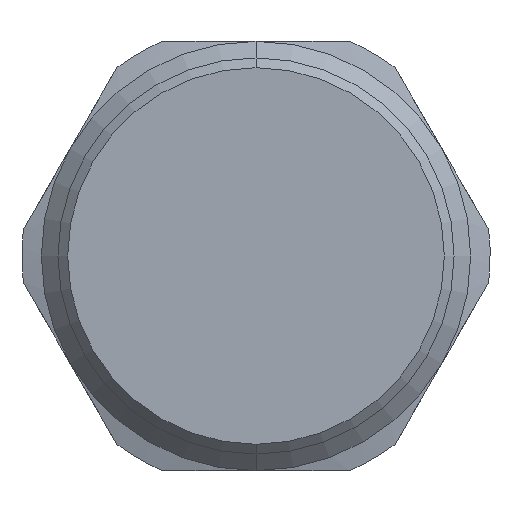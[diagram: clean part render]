
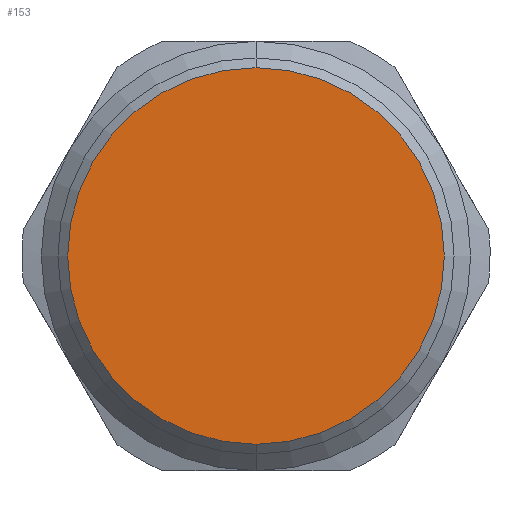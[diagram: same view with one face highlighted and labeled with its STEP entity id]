
A CAD part, front view. The second image highlights one B-rep face of the part: STEP entity #153.
In plain terms, the highlighted planar face has unit normal (0, -1, 0).
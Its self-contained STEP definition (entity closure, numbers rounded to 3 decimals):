
#26 = EDGE_LOOP ( 'NONE', ( #174, #176 ) ) ;
#129 = EDGE_CURVE ( 'NONE', #130, #131, #795, .T. ) ;
#130 = VERTEX_POINT ( 'NONE', #790 ) ;
#131 = VERTEX_POINT ( 'NONE', #789 ) ;
#153 = ADVANCED_FACE ( 'NONE', ( #1024 ), #1023, .F. ) ;
#174 = ORIENTED_EDGE ( 'NONE', *, *, #175, .T. ) ;
#175 = EDGE_CURVE ( 'NONE', #131, #130, #913, .T. ) ;
#176 = ORIENTED_EDGE ( 'NONE', *, *, #129, .T. ) ;
#789 = CARTESIAN_POINT ( 'NONE',  ( 0., -26., 9.65 ) ) ;
#790 = CARTESIAN_POINT ( 'NONE',  ( 0., -26., -9.65 ) ) ;
#791 = DIRECTION ( 'NONE',  ( 0., 0., 1. ) ) ;
#792 = DIRECTION ( 'NONE',  ( 0., -1., 0. ) ) ;
#793 = CARTESIAN_POINT ( 'NONE',  ( 0., -26., 0. ) ) ;
#794 = AXIS2_PLACEMENT_3D ( 'NONE', #793, #792, #791 ) ;
#795 = CIRCLE ( 'NONE', #794, 9.65 ) ;
#909 = DIRECTION ( 'NONE',  ( 0., 0., 1. ) ) ;
#910 = DIRECTION ( 'NONE',  ( 0., -1., 0. ) ) ;
#911 = CARTESIAN_POINT ( 'NONE',  ( 0., -26., 0. ) ) ;
#912 = AXIS2_PLACEMENT_3D ( 'NONE', #911, #910, #909 ) ;
#913 = CIRCLE ( 'NONE', #912, 9.65 ) ;
#934 = DIRECTION ( 'NONE',  ( 0., 0., 1. ) ) ;
#935 = DIRECTION ( 'NONE',  ( 0., 1., 0. ) ) ;
#936 = CARTESIAN_POINT ( 'NONE',  ( 0., -26., 0. ) ) ;
#937 = AXIS2_PLACEMENT_3D ( 'NONE', #936, #935, #934 ) ;
#1023 = PLANE ( 'NONE',  #937 ) ;
#1024 = FACE_OUTER_BOUND ( 'NONE', #26, .T. ) ;
